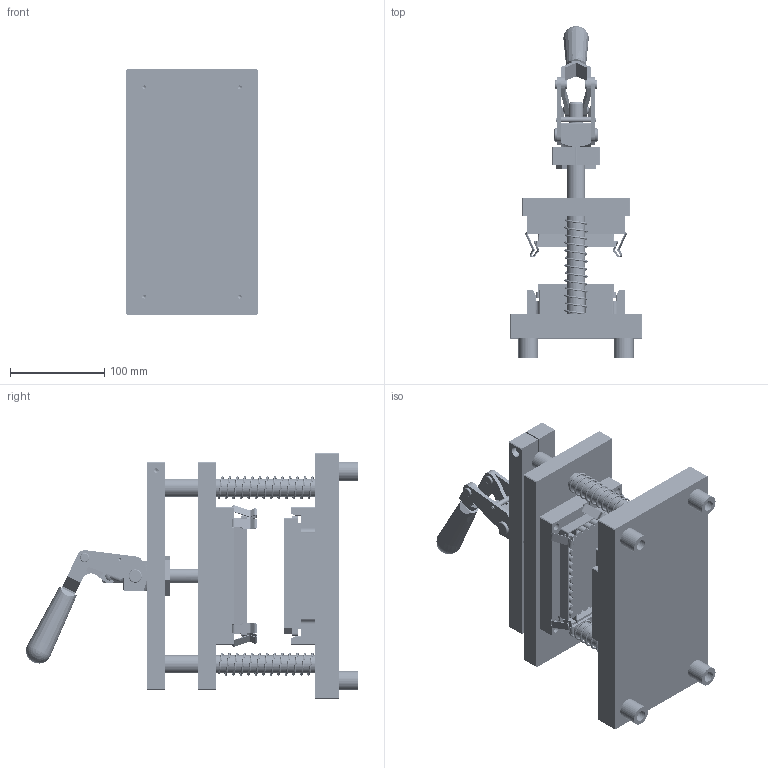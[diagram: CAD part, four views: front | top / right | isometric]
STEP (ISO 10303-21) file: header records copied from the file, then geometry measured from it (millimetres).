
FILE_DESCRIPTION (( 'STEP AP214' ), '1' );
FILE_NAME ('Press Die - Generic 3D.STEP', '2018-01-07T03:40:54', ( '' ), ( '' ), 'SwSTEP 2.0', 'SolidWorks 2016', '' );
FILE_SCHEMA (( 'AUTOMOTIVE_DESIGN' ));
Length unit declared in the file: inch
Products named in the file (27): Press Die - Part - Spring Clip - V01; Press Die - Assembly - Frame; User Library-MICROPLATE; Press Die - Part - Base; Press Die - Assembly - Sliding Plate; 624905; McMaster - Bushing - 2610T34; Jones Spring #788; 624902; 624-SS - wScrew; Plate Clamp - Spring Tab; Press Die - Part - Toggle Clamp Plate - Set Screw; 325301a; McMaster - Specialty Hex Nut - 91847A031_91847A031; McMaster - Specialty Bolt - 96242A734_96242A734; 624-SS; Press Die - Part - Linear Rod; McMaster - Specialty Set Screw - 90669A622_90669A622; 624901; 624106; Press Die - Generic 3D; Press Die - Part - Bottom Alignment Plate - V01; Press Die - Part - Sliding Clamp - Set Screw - Spring Tab; Press Die - Part - Sliding Clamp - Generic; McMaster - Rubber Bumper - 9540K782; 624103; clamping rubber
Assembly tree (37 placements, depth 5):
  Press Die - Generic 3D
    Press Die - Assembly - Frame
      Press Die - Part - Base
      Press Die - Part - Linear Rod  x2
      624-SS - wScrew
        624-SS
          624901
          624106
          624902
          624103
          325301a
          624905
        McMaster - Specialty Hex Nut - 91847A031_91847A031
        McMaster - Specialty Set Screw - 90669A622_90669A622
      Press Die - Part - Toggle Clamp Plate - Set Screw
      McMaster - Rubber Bumper - 9540K782  x4
      Jones Spring #788  x2
    Press Die - Assembly - Sliding Plate
      Press Die - Part - Sliding Clamp - Generic
      McMaster - Bushing - 2610T34  x2
      McMaster - Specialty Bolt - 96242A734_96242A734
    Plate Clamp - Spring Tab
      Press Die - Part - Sliding Clamp - Set Screw - Spring Tab
      Press Die - Part - Bottom Alignment Plate - V01
      clamping rubber
      User Library-MICROPLATE
      Press Die - Part - Spring Clip - V01  x6
Bounding box: 139.7 x 352.47 x 260.35 mm (x, y, z)
Volume: 2520354.3 mm3; surface area: 596509 mm2
Topology: 33 solids, 33 shells, 4466 faces, 12209 edges, 7876 vertices
Faces by surface type: plane 2281, cylinder 1090, cone 901, bspline 174, torus 16, sphere 4
Entity records: 160924 total; most frequent: CARTESIAN_POINT 53904, ORIENTED_EDGE 23174, DIRECTION 20927, EDGE_CURVE 11587, AXIS2_PLACEMENT_3D 7672, VERTEX_POINT 7542, LINE 5583, VECTOR 5583
